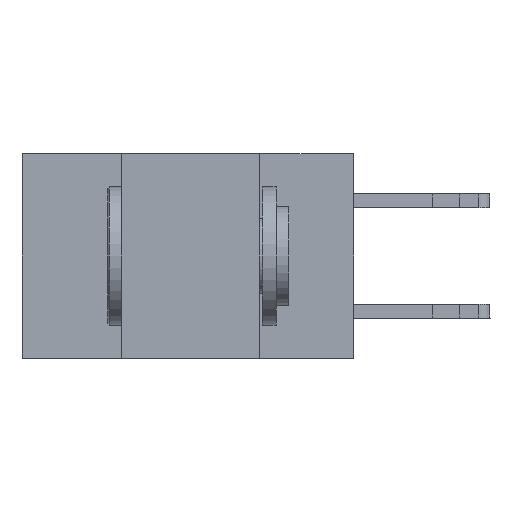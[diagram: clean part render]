
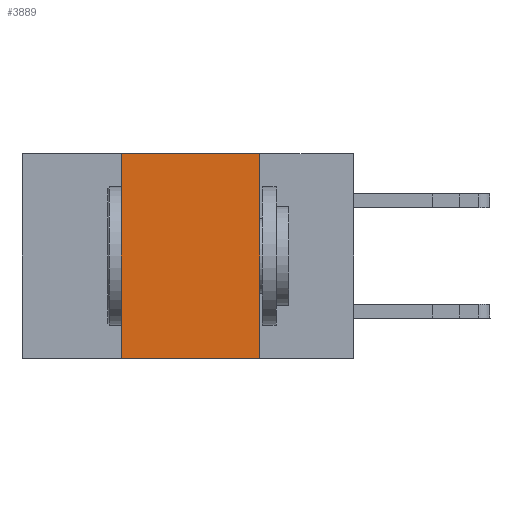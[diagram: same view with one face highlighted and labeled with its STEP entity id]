
A CAD part, left-side view. The second image highlights one B-rep face of the part: STEP entity #3889.
In plain terms, the highlighted planar face has unit normal (-1, 0, 0).
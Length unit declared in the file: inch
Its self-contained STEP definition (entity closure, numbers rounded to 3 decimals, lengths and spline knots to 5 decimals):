
#510 = EDGE_CURVE ( 'NONE', #1069, #13580, #17085, .T. ) ;
#1065 = VERTEX_POINT ( 'NONE', #9216 ) ;
#1069 = VERTEX_POINT ( 'NONE', #9029 ) ;
#2620 = PLANE ( 'NONE',  #8138 ) ;
#3790 = CARTESIAN_POINT ( 'NONE',  ( 0., 0.17, 0. ) ) ;
#3889 = ADVANCED_FACE ( 'NONE', ( #19144 ), #2620, .F. ) ;
#4147 = EDGE_LOOP ( 'NONE', ( #11588, #17196, #18988, #10446 ) ) ;
#4268 = DIRECTION ( 'NONE',  ( 0., 0., -1. ) ) ;
#4688 = EDGE_CURVE ( 'NONE', #20018, #1065, #16191, .T. ) ;
#4983 = DIRECTION ( 'NONE',  ( 0., 0., 1. ) ) ;
#5263 = CARTESIAN_POINT ( 'NONE',  ( 0., 0.17, -0.37 ) ) ;
#5554 = VECTOR ( 'NONE', #20237, 39.37008 ) ;
#7827 = DIRECTION ( 'NONE',  ( 0., -1., 0. ) ) ;
#7900 = CARTESIAN_POINT ( 'NONE',  ( 0., 0.6, -0.37 ) ) ;
#8090 = DIRECTION ( 'NONE',  ( 1., 0., 0. ) ) ;
#8138 = AXIS2_PLACEMENT_3D ( 'NONE', #18261, #8090, #19959 ) ;
#9029 = CARTESIAN_POINT ( 'NONE',  ( 0., 0.17, 0. ) ) ;
#9216 = CARTESIAN_POINT ( 'NONE',  ( 0., 0.42, 0. ) ) ;
#10218 = CARTESIAN_POINT ( 'NONE',  ( 0., 0.42, 0. ) ) ;
#10446 = ORIENTED_EDGE ( 'NONE', *, *, #19211, .T. ) ;
#11588 = ORIENTED_EDGE ( 'NONE', *, *, #510, .F. ) ;
#11707 = VECTOR ( 'NONE', #4983, 39.37008 ) ;
#12567 = VECTOR ( 'NONE', #4268, 39.37008 ) ;
#12643 = LINE ( 'NONE', #7900, #21100 ) ;
#13580 = VERTEX_POINT ( 'NONE', #5263 ) ;
#13927 = EDGE_CURVE ( 'NONE', #1065, #1069, #19224, .T. ) ;
#15124 = CARTESIAN_POINT ( 'NONE',  ( 0., 0.42, -0.37 ) ) ;
#16191 = LINE ( 'NONE', #10218, #11707 ) ;
#17085 = LINE ( 'NONE', #3790, #12567 ) ;
#17196 = ORIENTED_EDGE ( 'NONE', *, *, #13927, .F. ) ;
#18261 = CARTESIAN_POINT ( 'NONE',  ( 0., 0.6, 0. ) ) ;
#18555 = CARTESIAN_POINT ( 'NONE',  ( 0., 0.6, 0. ) ) ;
#18988 = ORIENTED_EDGE ( 'NONE', *, *, #4688, .F. ) ;
#19144 = FACE_OUTER_BOUND ( 'NONE', #4147, .T. ) ;
#19211 = EDGE_CURVE ( 'NONE', #20018, #13580, #12643, .T. ) ;
#19224 = LINE ( 'NONE', #18555, #5554 ) ;
#19959 = DIRECTION ( 'NONE',  ( 0., 0., -1. ) ) ;
#20018 = VERTEX_POINT ( 'NONE', #15124 ) ;
#20237 = DIRECTION ( 'NONE',  ( 0., -1., 0. ) ) ;
#21100 = VECTOR ( 'NONE', #7827, 39.37008 ) ;
